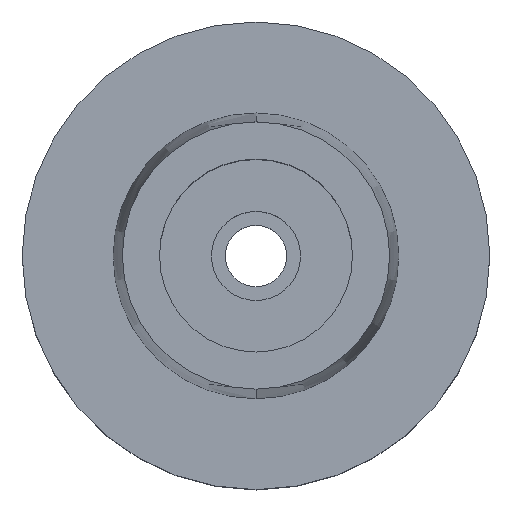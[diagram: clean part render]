
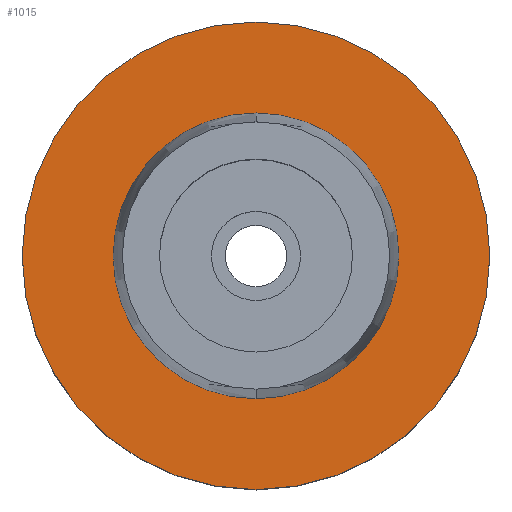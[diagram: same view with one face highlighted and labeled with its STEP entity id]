
A CAD part, top view. The second image highlights one B-rep face of the part: STEP entity #1015.
In plain terms, the highlighted planar face has unit normal (0, 0, 1).
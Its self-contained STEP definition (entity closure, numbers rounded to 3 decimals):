
#64=CARTESIAN_POINT('',(0.,0.,0.));
#65=DIRECTION('',(0.,0.,-1.));
#66=DIRECTION('',(0.,-1.,0.));
#67=AXIS2_PLACEMENT_3D('',#64,#65,#66);
#72=CARTESIAN_POINT('',(0.,0.,0.));
#73=DIRECTION('',(0.,0.,-1.));
#74=DIRECTION('',(0.,1.,0.));
#75=AXIS2_PLACEMENT_3D('',#72,#73,#74);
#80=CARTESIAN_POINT('',(0.,0.,0.));
#81=DIRECTION('',(0.,0.,1.));
#82=DIRECTION('',(0.,-1.,0.));
#83=AXIS2_PLACEMENT_3D('',#80,#81,#82);
#88=CARTESIAN_POINT('',(0.,0.,0.));
#89=DIRECTION('',(0.,0.,1.));
#90=DIRECTION('',(0.,1.,0.));
#91=AXIS2_PLACEMENT_3D('',#88,#89,#90);
#834=CARTESIAN_POINT('',(0.,19.25,0.));
#835=VERTEX_POINT('',#834);
#836=CARTESIAN_POINT('',(0.,-19.25,0.));
#837=VERTEX_POINT('',#836);
#838=CARTESIAN_POINT('',(0.,-31.5,0.));
#839=CARTESIAN_POINT('',(0.,31.5,0.));
#840=VERTEX_POINT('',#838);
#841=VERTEX_POINT('',#839);
#1000=CARTESIAN_POINT('',(0.,0.,0.));
#1001=DIRECTION('',(0.,0.,1.));
#1002=DIRECTION('',(0.,1.,0.));
#1003=AXIS2_PLACEMENT_3D('',#1000,#1001,#1002);
#1004=PLANE('',#1003);
#1006=ORIENTED_EDGE('',*,*,#1005,.T.);
#1008=ORIENTED_EDGE('',*,*,#1007,.T.);
#1009=EDGE_LOOP('',(#1006,#1008));
#1010=FACE_OUTER_BOUND('',#1009,.F.);
#1011=ORIENTED_EDGE('',*,*,#993,.T.);
#1012=ORIENTED_EDGE('',*,*,#982,.T.);
#1013=EDGE_LOOP('',(#1011,#1012));
#1014=FACE_BOUND('',#1013,.F.);
#68=CIRCLE('',#67,31.5);
#76=CIRCLE('',#75,31.5);
#84=CIRCLE('',#83,19.25);
#92=CIRCLE('',#91,19.25);
#982=EDGE_CURVE('',#835,#837,#92,.T.);
#993=EDGE_CURVE('',#837,#835,#84,.T.);
#1005=EDGE_CURVE('',#840,#841,#68,.T.);
#1007=EDGE_CURVE('',#841,#840,#76,.T.);
#1015=ADVANCED_FACE('',(#1010,#1014),#1004,.T.);
